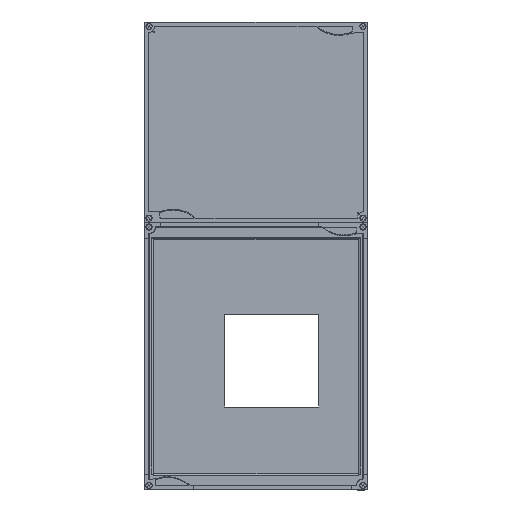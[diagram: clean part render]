
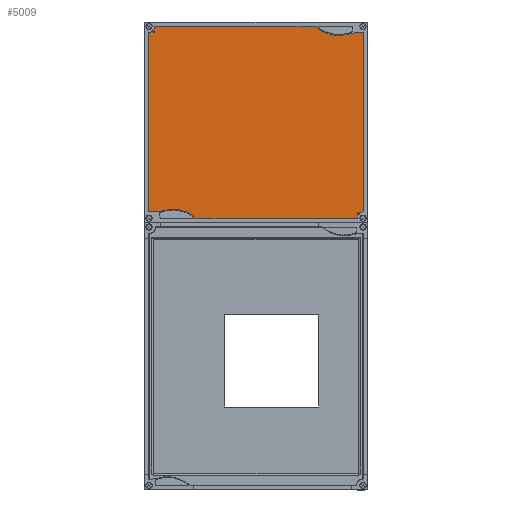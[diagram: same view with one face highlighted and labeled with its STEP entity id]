
A CAD part, top view. The second image highlights one B-rep face of the part: STEP entity #5009.
In plain terms, the highlighted planar face has unit normal (0, 0, 1).
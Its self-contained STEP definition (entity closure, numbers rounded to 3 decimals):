
#5009=ADVANCED_FACE('',(#11231,#11232,#11233),#11234,.T.);
#11231=FACE_BOUND('',#18812,.T.);
#11232=FACE_BOUND('',#18813,.T.);
#11233=FACE_OUTER_BOUND('',#18814,.T.);
#11234=PLANE('',#18815);
#18812=EDGE_LOOP('',(#33646,#33647));
#18813=EDGE_LOOP('',(#33648,#33649));
#18814=EDGE_LOOP('',(#33650,#33651,#33652,#33653,#33654,#33655,#33656,#33657,#33658,#33659,#33660,#33661));
#18815=AXIS2_PLACEMENT_3D('',#33662,#33663,#33664);
#33646=ORIENTED_EDGE('',*,*,#50364,.T.);
#33647=ORIENTED_EDGE('',*,*,#50330,.T.);
#33648=ORIENTED_EDGE('',*,*,#50368,.T.);
#33649=ORIENTED_EDGE('',*,*,#50325,.T.);
#33650=ORIENTED_EDGE('',*,*,#50889,.T.);
#33651=ORIENTED_EDGE('',*,*,#50885,.T.);
#33652=ORIENTED_EDGE('',*,*,#50880,.T.);
#33653=ORIENTED_EDGE('',*,*,#50897,.T.);
#33654=ORIENTED_EDGE('',*,*,#50898,.T.);
#33655=ORIENTED_EDGE('',*,*,#50899,.T.);
#33656=ORIENTED_EDGE('',*,*,#50900,.T.);
#33657=ORIENTED_EDGE('',*,*,#50901,.T.);
#33658=ORIENTED_EDGE('',*,*,#50902,.T.);
#33659=ORIENTED_EDGE('',*,*,#50903,.T.);
#33660=ORIENTED_EDGE('',*,*,#50904,.T.);
#33661=ORIENTED_EDGE('',*,*,#50893,.F.);
#33662=CARTESIAN_POINT('',(250.0,825.0,127.3));
#33663=DIRECTION('',(0.0,0.0,1.0));
#33664=DIRECTION('',(0.0,-1.0,0.0));
#50325=EDGE_CURVE('',#61520,#61524,#61526,.T.);
#50330=EDGE_CURVE('',#61529,#61533,#61535,.T.);
#50364=EDGE_CURVE('',#61533,#61529,#61585,.T.);
#50368=EDGE_CURVE('',#61524,#61520,#61589,.T.);
#50880=EDGE_CURVE('',#62345,#62346,#62347,.T.);
#50885=EDGE_CURVE('',#62354,#62345,#62355,.T.);
#50889=EDGE_CURVE('',#62360,#62354,#62361,.T.);
#50893=EDGE_CURVE('',#62360,#62366,#62367,.T.);
#50897=EDGE_CURVE('',#62346,#62372,#62373,.T.);
#50898=EDGE_CURVE('',#62372,#62374,#62375,.T.);
#50899=EDGE_CURVE('',#62374,#62376,#62377,.T.);
#50900=EDGE_CURVE('',#62376,#62378,#62379,.T.);
#50901=EDGE_CURVE('',#62378,#62380,#62381,.T.);
#50902=EDGE_CURVE('',#62380,#62382,#62383,.T.);
#50903=EDGE_CURVE('',#62382,#62384,#62385,.T.);
#50904=EDGE_CURVE('',#62384,#62366,#62386,.T.);
#61520=VERTEX_POINT('',#78305);
#61524=VERTEX_POINT('',#78310);
#61526=CIRCLE('',#78313,1.1);
#61529=VERTEX_POINT('',#78316);
#61533=VERTEX_POINT('',#78321);
#61535=CIRCLE('',#78324,1.1);
#61585=CIRCLE('',#78382,1.1);
#61589=CIRCLE('',#78386,1.1);
#62345=VERTEX_POINT('',#79410);
#62346=VERTEX_POINT('',#79411);
#62347=CIRCLE('',#79412,75.627);
#62354=VERTEX_POINT('',#79421);
#62355=CIRCLE('',#79422,77.855);
#62360=VERTEX_POINT('',#79428);
#62361=LINE('',#79429,#79430);
#62366=VERTEX_POINT('',#79437);
#62367=LINE('',#79438,#79439);
#62372=VERTEX_POINT('',#79446);
#62373=LINE('',#79447,#79448);
#62374=VERTEX_POINT('',#79449);
#62375=CIRCLE('',#79450,14.);
#62376=VERTEX_POINT('',#79451);
#62377=LINE('',#79452,#79453);
#62378=VERTEX_POINT('',#79454);
#62379=LINE('',#79455,#79456);
#62380=VERTEX_POINT('',#79457);
#62381=CIRCLE('',#79458,77.855);
#62382=VERTEX_POINT('',#79459);
#62383=CIRCLE('',#79460,75.627);
#62384=VERTEX_POINT('',#79461);
#62385=LINE('',#79462,#79463);
#62386=CIRCLE('',#79464,14.);
#78305=CARTESIAN_POINT('',(479.434,621.666,127.3));
#78310=CARTESIAN_POINT('',(477.234,621.666,127.3));
#78313=AXIS2_PLACEMENT_3D('',#95166,#95167,#95168);
#78316=CARTESIAN_POINT('',(22.766,1028.334,127.3));
#78321=CARTESIAN_POINT('',(20.566,1028.334,127.3));
#78324=AXIS2_PLACEMENT_3D('',#95174,#95175,#95176);
#78382=AXIS2_PLACEMENT_3D('',#95233,#95234,#95235);
#78386=AXIS2_PLACEMENT_3D('',#95239,#95240,#95241);
#79410=CARTESIAN_POINT('',(457.3,1023.,127.3));
#79411=CARTESIAN_POINT('',(384.8,1040.,127.3));
#79412=AXIS2_PLACEMENT_3D('',#95825,#95826,#95827);
#79421=CARTESIAN_POINT('',(478.5,1026.0,127.3));
#79422=AXIS2_PLACEMENT_3D('',#95833,#95834,#95835);
#79428=CARTESIAN_POINT('',(492.0,1026.0,127.3));
#79429=CARTESIAN_POINT('',(367.625,1026.0,127.3));
#79430=VECTOR('',#95840,1.0);
#79437=CARTESIAN_POINT('',(492.0,624.0,127.3));
#79438=CARTESIAN_POINT('',(492.0,825.0,127.3));
#79439=VECTOR('',#95843,1.0);
#79446=CARTESIAN_POINT('',(22.,1040.0,127.3));
#79447=CARTESIAN_POINT('',(250.0,1040.0,127.3));
#79448=VECTOR('',#95846,1.0);
#79449=CARTESIAN_POINT('',(8.0,1026.0,127.3));
#79450=AXIS2_PLACEMENT_3D('',#95847,#95848,#95849);
#79451=CARTESIAN_POINT('',(8.0,624.0,127.3));
#79452=CARTESIAN_POINT('',(8.0,825.0,127.3));
#79453=VECTOR('',#95850,1.0);
#79454=CARTESIAN_POINT('',(21.5,624.0,127.3));
#79455=CARTESIAN_POINT('',(132.375,624.0,127.3));
#79456=VECTOR('',#95851,1.0);
#79457=CARTESIAN_POINT('',(42.7,627.,127.3));
#79458=AXIS2_PLACEMENT_3D('',#95852,#95853,#95854);
#79459=CARTESIAN_POINT('',(115.2,610.,127.3));
#79460=AXIS2_PLACEMENT_3D('',#95855,#95856,#95857);
#79461=CARTESIAN_POINT('',(478.,610.,127.3));
#79462=CARTESIAN_POINT('',(250.0,610.0,127.3));
#79463=VECTOR('',#95858,1.0);
#79464=AXIS2_PLACEMENT_3D('',#95859,#95860,#95861);
#95166=CARTESIAN_POINT('',(478.334,621.666,127.3));
#95167=DIRECTION('',(0.0,0.0,-1.0));
#95168=DIRECTION('',(1.0,0.0,0.0));
#95174=CARTESIAN_POINT('',(21.666,1028.334,127.3));
#95175=DIRECTION('',(0.0,0.0,-1.0));
#95176=DIRECTION('',(1.0,0.0,0.0));
#95233=CARTESIAN_POINT('',(21.666,1028.334,127.3));
#95234=DIRECTION('',(0.0,0.0,-1.0));
#95235=DIRECTION('',(1.0,0.0,0.0));
#95239=CARTESIAN_POINT('',(478.334,621.666,127.3));
#95240=DIRECTION('',(0.0,0.0,-1.0));
#95241=DIRECTION('',(1.0,0.0,0.0));
#95825=CARTESIAN_POINT('',(436.078,1095.589,127.3));
#95826=DIRECTION('',(-0.0,0.0,-1.0));
#95827=DIRECTION('',(-0.678,-0.735,0.0));
#95833=CARTESIAN_POINT('',(478.705,948.145,127.3));
#95834=DIRECTION('',(0.0,0.0,1.0));
#95835=DIRECTION('',(-0.003,1.,0.0));
#95840=DIRECTION('',(-1.0,0.0,0.0));
#95843=DIRECTION('',(0.0,-1.0,0.0));
#95846=DIRECTION('',(-1.0,0.0,0.0));
#95847=CARTESIAN_POINT('',(8.,1040.,127.3));
#95848=DIRECTION('',(0.0,-0.0,-1.0));
#95849=DIRECTION('',(0.,-1.0,0.0));
#95850=DIRECTION('',(0.0,-1.0,0.0));
#95851=DIRECTION('',(1.0,0.0,0.0));
#95852=CARTESIAN_POINT('',(21.295,701.855,127.3));
#95853=DIRECTION('',(0.0,0.0,1.0));
#95854=DIRECTION('',(0.003,-1.,0.0));
#95855=CARTESIAN_POINT('',(63.922,554.411,127.3));
#95856=DIRECTION('',(0.0,0.0,-1.0));
#95857=DIRECTION('',(0.678,0.735,0.0));
#95858=DIRECTION('',(1.0,0.0,0.0));
#95859=CARTESIAN_POINT('',(492.,610.,127.3));
#95860=DIRECTION('',(-0.0,0.0,-1.0));
#95861=DIRECTION('',(0.,1.0,0.0));
